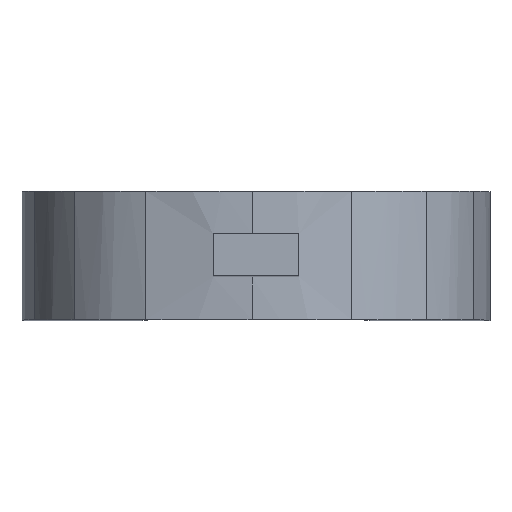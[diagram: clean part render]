
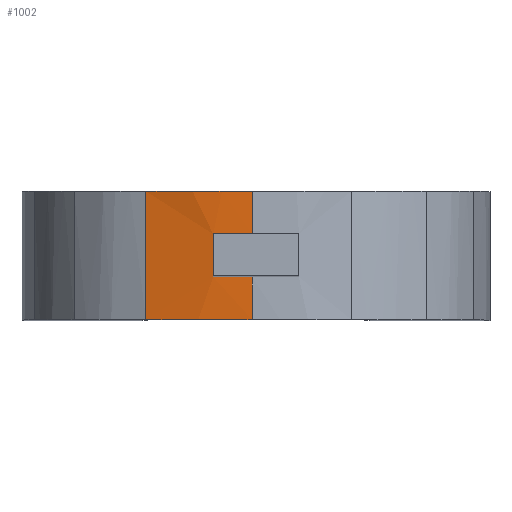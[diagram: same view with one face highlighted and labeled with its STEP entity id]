
A CAD part, top view. The second image highlights one B-rep face of the part: STEP entity #1002.
In plain terms, the highlighted free-form (B-spline) face has degree [3, 1] with [5, 2] control points.
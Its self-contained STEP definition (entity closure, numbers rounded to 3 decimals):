
#26=B_SPLINE_SURFACE_WITH_KNOTS('',3,1,((#1465,#1466),(#1467,#1468),(#1469,
#1470),(#1471,#1472),(#1473,#1474)),.UNSPECIFIED.,.F.,.F.,.F.,(4,1,4),(2,
2),(-0.503,-0.269,0.),(-0.3,0.3),.UNSPECIFIED.);
#62=FACE_OUTER_BOUND('',#118,.T.);
#118=EDGE_LOOP('',(#724,#725,#726,#727,#728,#729,#730,#731));
#173=LINE('',#1296,#260);
#175=LINE('',#1311,#262);
#185=LINE('',#1481,#272);
#260=VECTOR('',#1113,10.);
#262=VECTOR('',#1115,10.);
#272=VECTOR('',#1127,10.);
#339=B_SPLINE_CURVE_WITH_KNOTS('',3,(#1241,#1242,#1243,#1244),
 .UNSPECIFIED.,.F.,.F.,(4,4),(-0.182,0.),.UNSPECIFIED.);
#342=B_SPLINE_CURVE_WITH_KNOTS('',3,(#1267,#1268,#1269,#1270),
 .UNSPECIFIED.,.F.,.F.,(4,4),(-0.231,-0.05),
 .UNSPECIFIED.);
#344=B_SPLINE_CURVE_WITH_KNOTS('',3,(#1279,#1280,#1281,#1282),
 .UNSPECIFIED.,.F.,.F.,(4,4),(-0.25,-0.05),.UNSPECIFIED.);
#350=B_SPLINE_CURVE_WITH_KNOTS('',3,(#1334,#1335,#1336,#1337,#1338),
 .UNSPECIFIED.,.F.,.F.,(4,1,4),(0.,0.269,0.503),
 .UNSPECIFIED.);
#365=B_SPLINE_CURVE_WITH_KNOTS('',3,(#1476,#1477,#1478,#1479,#1480),
 .UNSPECIFIED.,.F.,.F.,(4,1,4),(-0.503,-0.269,0.),
 .UNSPECIFIED.);
#405=VERTEX_POINT('',#1239);
#406=VERTEX_POINT('',#1240);
#412=VERTEX_POINT('',#1265);
#413=VERTEX_POINT('',#1266);
#415=VERTEX_POINT('',#1295);
#418=VERTEX_POINT('',#1305);
#423=VERTEX_POINT('',#1333);
#442=VERTEX_POINT('',#1475);
#507=EDGE_CURVE('',#405,#406,#339,.T.);
#515=EDGE_CURVE('',#412,#413,#342,.T.);
#519=EDGE_CURVE('',#413,#405,#344,.T.);
#521=EDGE_CURVE('',#415,#412,#173,.T.);
#525=EDGE_CURVE('',#406,#418,#175,.T.);
#530=EDGE_CURVE('',#415,#423,#350,.T.);
#553=EDGE_CURVE('',#442,#418,#365,.T.);
#554=EDGE_CURVE('',#423,#442,#185,.T.);
#724=ORIENTED_EDGE('',*,*,#507,.T.);
#725=ORIENTED_EDGE('',*,*,#525,.T.);
#726=ORIENTED_EDGE('',*,*,#553,.F.);
#727=ORIENTED_EDGE('',*,*,#554,.F.);
#728=ORIENTED_EDGE('',*,*,#530,.F.);
#729=ORIENTED_EDGE('',*,*,#521,.T.);
#730=ORIENTED_EDGE('',*,*,#515,.T.);
#731=ORIENTED_EDGE('',*,*,#519,.T.);
#1002=ADVANCED_FACE('',(#62),#26,.T.);
#1113=DIRECTION('',(0.,1.,0.));
#1115=DIRECTION('',(0.,1.,0.));
#1127=DIRECTION('',(0.,1.,0.));
#1239=CARTESIAN_POINT('',(11.125,1.,30.449));
#1240=CARTESIAN_POINT('',(12.941,1.,30.528));
#1241=CARTESIAN_POINT('Ctrl Pts',(11.125,1.,30.449));
#1242=CARTESIAN_POINT('Ctrl Pts',(11.727,1.,30.5));
#1243=CARTESIAN_POINT('Ctrl Pts',(12.334,1.,30.514));
#1244=CARTESIAN_POINT('Ctrl Pts',(12.941,1.,30.528));
#1265=CARTESIAN_POINT('',(12.941,-1.,30.528));
#1266=CARTESIAN_POINT('',(11.125,-1.,30.449));
#1267=CARTESIAN_POINT('Ctrl Pts',(12.941,-1.,30.528));
#1268=CARTESIAN_POINT('Ctrl Pts',(12.334,-1.,30.514));
#1269=CARTESIAN_POINT('Ctrl Pts',(11.727,-1.,30.5));
#1270=CARTESIAN_POINT('Ctrl Pts',(11.125,-1.,30.449));
#1279=CARTESIAN_POINT('Ctrl Pts',(11.125,-1.,30.449));
#1280=CARTESIAN_POINT('Ctrl Pts',(11.125,-0.333,30.449));
#1281=CARTESIAN_POINT('Ctrl Pts',(11.125,0.333,30.449));
#1282=CARTESIAN_POINT('Ctrl Pts',(11.125,1.,30.449));
#1295=CARTESIAN_POINT('',(12.941,-3.,30.528));
#1296=CARTESIAN_POINT('',(12.941,0.,30.528));
#1305=CARTESIAN_POINT('',(12.941,3.,30.528));
#1311=CARTESIAN_POINT('',(12.941,0.,30.528));
#1333=CARTESIAN_POINT('',(7.983,-3.,29.793));
#1334=CARTESIAN_POINT('Ctrl Pts',(12.941,-3.,30.528));
#1335=CARTESIAN_POINT('Ctrl Pts',(12.04,-3.,30.507));
#1336=CARTESIAN_POINT('Ctrl Pts',(10.356,-3.,30.468));
#1337=CARTESIAN_POINT('Ctrl Pts',(8.736,-3.,30.007));
#1338=CARTESIAN_POINT('Ctrl Pts',(7.983,-3.,29.793));
#1465=CARTESIAN_POINT('Ctrl Pts',(7.983,-3.,29.793));
#1466=CARTESIAN_POINT('Ctrl Pts',(7.983,3.,29.793));
#1467=CARTESIAN_POINT('Ctrl Pts',(8.736,-3.,30.007));
#1468=CARTESIAN_POINT('Ctrl Pts',(8.736,3.,30.007));
#1469=CARTESIAN_POINT('Ctrl Pts',(10.356,-3.,30.468));
#1470=CARTESIAN_POINT('Ctrl Pts',(10.356,3.,30.468));
#1471=CARTESIAN_POINT('Ctrl Pts',(12.04,-3.,30.507));
#1472=CARTESIAN_POINT('Ctrl Pts',(12.04,3.,30.507));
#1473=CARTESIAN_POINT('Ctrl Pts',(12.941,-3.,30.528));
#1474=CARTESIAN_POINT('Ctrl Pts',(12.941,3.,30.528));
#1475=CARTESIAN_POINT('',(7.983,3.,29.793));
#1476=CARTESIAN_POINT('Ctrl Pts',(7.983,3.,29.793));
#1477=CARTESIAN_POINT('Ctrl Pts',(8.736,3.,30.007));
#1478=CARTESIAN_POINT('Ctrl Pts',(10.356,3.,30.468));
#1479=CARTESIAN_POINT('Ctrl Pts',(12.04,3.,30.507));
#1480=CARTESIAN_POINT('Ctrl Pts',(12.941,3.,30.528));
#1481=CARTESIAN_POINT('',(7.983,0.,29.793));
